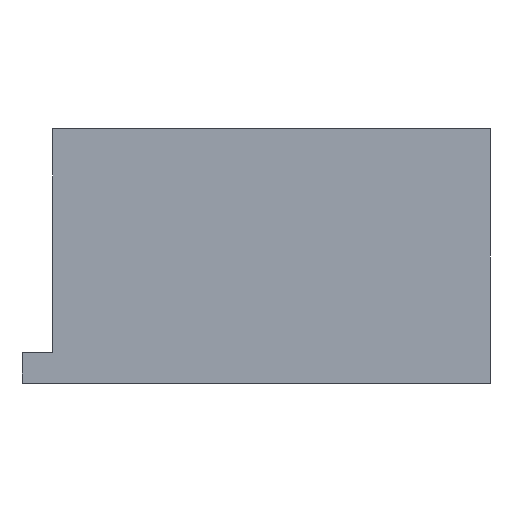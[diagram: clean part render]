
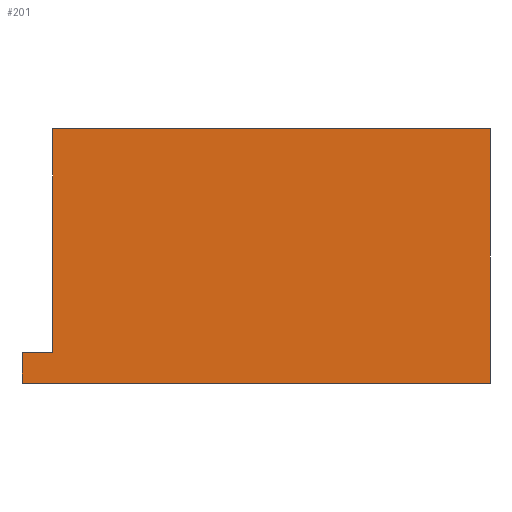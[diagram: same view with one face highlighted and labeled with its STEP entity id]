
A CAD part, left-side view. The second image highlights one B-rep face of the part: STEP entity #201.
In plain terms, the highlighted planar face has unit normal (-1, 0, 0).
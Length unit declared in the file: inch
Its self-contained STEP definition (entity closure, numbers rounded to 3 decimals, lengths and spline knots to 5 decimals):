
#26=FACE_OUTER_BOUND('',#37,.T.);
#37=EDGE_LOOP('',(#157,#158,#159,#160,#161,#162));
#46=LINE('',#297,#69);
#52=LINE('',#312,#75);
#58=LINE('',#325,#81);
#60=LINE('',#329,#83);
#61=LINE('',#330,#84);
#62=LINE('',#331,#85);
#69=VECTOR('',#242,0.3937);
#75=VECTOR('',#254,0.3937);
#81=VECTOR('',#264,0.3937);
#83=VECTOR('',#268,0.3937);
#84=VECTOR('',#269,0.3937);
#85=VECTOR('',#270,0.3937);
#92=VERTEX_POINT('',#294);
#93=VERTEX_POINT('',#296);
#99=VERTEX_POINT('',#310);
#103=VERTEX_POINT('',#322);
#104=VERTEX_POINT('',#324);
#105=VERTEX_POINT('',#328);
#110=EDGE_CURVE('',#92,#93,#46,.T.);
#118=EDGE_CURVE('',#99,#92,#52,.T.);
#124=EDGE_CURVE('',#103,#104,#58,.T.);
#126=EDGE_CURVE('',#105,#99,#60,.T.);
#127=EDGE_CURVE('',#104,#105,#61,.T.);
#128=EDGE_CURVE('',#93,#103,#62,.T.);
#157=ORIENTED_EDGE('',*,*,#118,.F.);
#158=ORIENTED_EDGE('',*,*,#126,.F.);
#159=ORIENTED_EDGE('',*,*,#127,.F.);
#160=ORIENTED_EDGE('',*,*,#124,.F.);
#161=ORIENTED_EDGE('',*,*,#128,.F.);
#162=ORIENTED_EDGE('',*,*,#110,.F.);
#193=PLANE('',#228);
#201=ADVANCED_FACE('',(#26),#193,.F.);
#228=AXIS2_PLACEMENT_3D('',#327,#266,#267);
#242=DIRECTION('',(0.,0.,1.));
#254=DIRECTION('',(0.,1.,0.));
#264=DIRECTION('',(0.,0.,1.));
#266=DIRECTION('center_axis',(1.,0.,0.));
#267=DIRECTION('ref_axis',(0.,0.,-1.));
#268=DIRECTION('',(0.,0.,-1.));
#269=DIRECTION('',(0.,-1.,0.));
#270=DIRECTION('',(0.,-1.,0.));
#294=CARTESIAN_POINT('',(97.75,0.,115.625));
#296=CARTESIAN_POINT('',(97.75,0.,116.));
#297=CARTESIAN_POINT('',(97.75,0.,116.59375));
#310=CARTESIAN_POINT('',(97.75,-5.75,115.625));
#312=CARTESIAN_POINT('',(97.75,-0.79688,115.625));
#322=CARTESIAN_POINT('',(97.75,-0.375,116.));
#324=CARTESIAN_POINT('',(97.75,-0.375,118.75));
#325=CARTESIAN_POINT('',(97.75,-0.375,117.96875));
#327=CARTESIAN_POINT('Origin',(97.75,-5.75,118.75));
#328=CARTESIAN_POINT('',(97.75,-5.75,118.75));
#329=CARTESIAN_POINT('',(97.75,-5.75,59.3125));
#330=CARTESIAN_POINT('',(97.75,-3.0625,118.75));
#331=CARTESIAN_POINT('',(97.75,-0.98438,116.));
